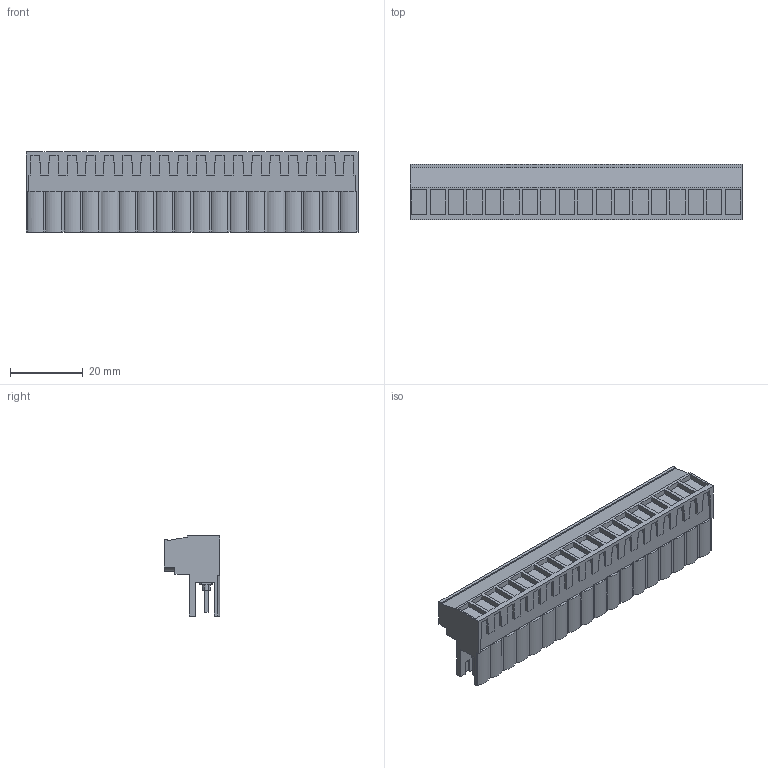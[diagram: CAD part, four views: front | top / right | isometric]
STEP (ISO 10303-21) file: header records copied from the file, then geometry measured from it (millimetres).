
FILE_DESCRIPTION(('CATIA V5 STEP','CAx-IF Rec.Pracs.--- Model Styling and Organization---1.2---2011-12-15'),'2;1');
FILE_NAME ('D1454232_0_1644850000_1644850000.stp','2017-06-01T06:27:31+00:00',('none'),('Weidmueller'),'CATIA Version 5-6 Release 2014','CATIA V5 STEP AP214','none');
FILE_SCHEMA(('AUTOMOTIVE_DESIGN { 1 0 10303 214 1 1 1 1 }'));
Length unit declared in the file: millimetre
Products named in the file (1): 1644850000
Bounding box: 91.44 x 15.3 x 22.05 mm (x, y, z)
Volume: 15583.1 mm3; surface area: 13142.7 mm2
Topology: 37 solids, 37 shells, 1235 faces, 3365 edges, 2276 vertices
Faces by surface type: plane 929, cylinder 234, extrusion 72
Entity records: 37591 total; most frequent: CARTESIAN_POINT 8684, ORIENTED_EDGE 6730, DIRECTION 4481, EDGE_CURVE 3365, VECTOR 2751, LINE 2679, VERTEX_POINT 2276, EDGE_LOOP 1343
